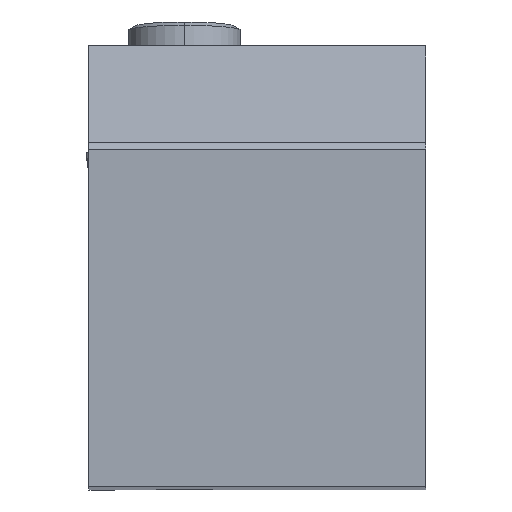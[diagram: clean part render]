
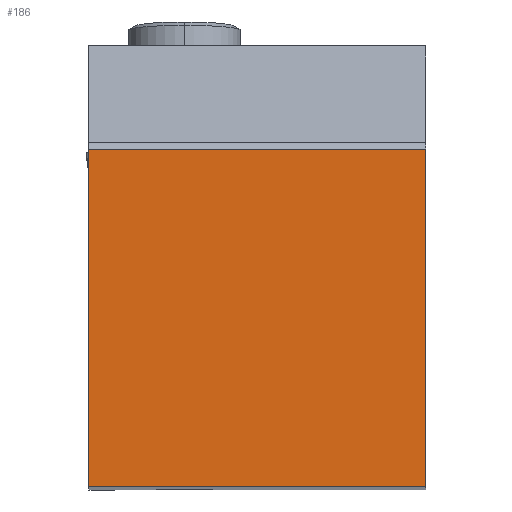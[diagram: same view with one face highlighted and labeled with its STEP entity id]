
A CAD part, top view. The second image highlights one B-rep face of the part: STEP entity #186.
In plain terms, the highlighted planar face has unit normal (0, 0, 1).
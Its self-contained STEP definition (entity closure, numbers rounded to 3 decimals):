
#186=ADVANCED_FACE('',(#325),#247,.T.);
#247=PLANE('',#2144);
#325=FACE_OUTER_BOUND('',#426,.T.);
#426=EDGE_LOOP('',(#838,#839,#840,#841));
#838=ORIENTED_EDGE('',*,*,#1376,.F.);
#839=ORIENTED_EDGE('',*,*,#1322,.T.);
#840=ORIENTED_EDGE('',*,*,#1373,.T.);
#841=ORIENTED_EDGE('',*,*,#1377,.T.);
#1101=VERTEX_POINT('',#3748);
#1102=VERTEX_POINT('',#3750);
#1136=VERTEX_POINT('',#3970);
#1139=VERTEX_POINT('',#3978);
#1322=EDGE_CURVE('',#1102,#1101,#1735,.T.);
#1373=EDGE_CURVE('',#1101,#1136,#1766,.T.);
#1376=EDGE_CURVE('',#1102,#1139,#1767,.T.);
#1377=EDGE_CURVE('',#1136,#1139,#1768,.T.);
#1735=LINE('',#3749,#1887);
#1766=LINE('',#3971,#1918);
#1767=LINE('',#3977,#1919);
#1768=LINE('',#3979,#1920);
#1887=VECTOR('',#2462,1.);
#1918=VECTOR('',#2537,1.);
#1919=VECTOR('',#2544,1.);
#1920=VECTOR('',#2545,1.);
#2144=AXIS2_PLACEMENT_3D('',#3980,#2546,#2547);
#2462=DIRECTION('',(0.,-1.,0.));
#2537=DIRECTION('',(1.,0.,0.));
#2544=DIRECTION('',(1.,0.,0.));
#2545=DIRECTION('',(0.,1.,0.));
#2546=DIRECTION('',(0.,0.,1.));
#2547=DIRECTION('',(1.,0.,0.));
#3748=CARTESIAN_POINT('',(-25.4,0.,0.));
#3749=CARTESIAN_POINT('',(-25.4,25.4,0.));
#3750=CARTESIAN_POINT('',(-25.4,25.4,0.));
#3970=CARTESIAN_POINT('',(0.,0.,0.));
#3971=CARTESIAN_POINT('',(-25.4,0.,0.));
#3977=CARTESIAN_POINT('',(-25.4,25.4,0.));
#3978=CARTESIAN_POINT('',(0.,25.4,0.));
#3979=CARTESIAN_POINT('',(0.,0.,0.));
#3980=CARTESIAN_POINT('',(-12.7,12.7,0.));
